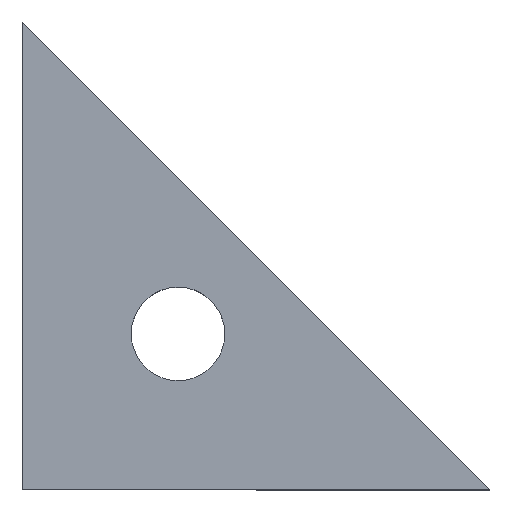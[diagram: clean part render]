
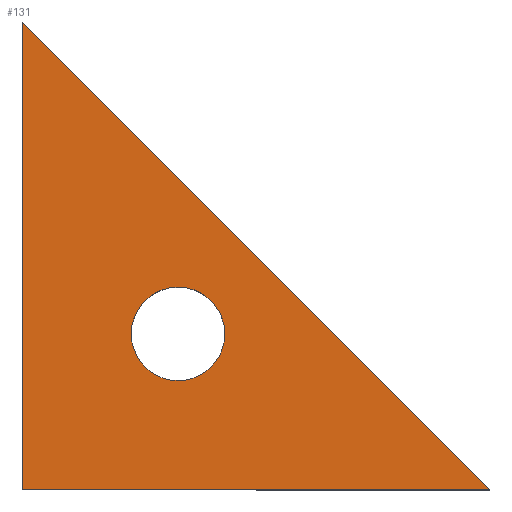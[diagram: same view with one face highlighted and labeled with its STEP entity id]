
A CAD part, top view. The second image highlights one B-rep face of the part: STEP entity #131.
In plain terms, the highlighted planar face has unit normal (0, 0, 1).
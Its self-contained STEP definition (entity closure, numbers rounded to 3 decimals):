
#1 = CARTESIAN_POINT ( 'NONE',  ( 0., 0., 0. ) ) ;
#2 = PLANE ( 'NONE',  #15 ) ;
#3 = VECTOR ( 'NONE', #145, 1000. ) ;
#14 = EDGE_LOOP ( 'NONE', ( #35, #176, #117 ) ) ;
#15 = AXIS2_PLACEMENT_3D ( 'NONE', #216, #22, #255 ) ;
#20 = AXIS2_PLACEMENT_3D ( 'NONE', #51, #132, #238 ) ;
#21 = VECTOR ( 'NONE', #83, 1000. ) ;
#22 = DIRECTION ( 'NONE',  ( 0., 0., -1. ) ) ;
#28 = LINE ( 'NONE', #135, #66 ) ;
#34 = DIRECTION ( 'NONE',  ( 1., 0., 0. ) ) ;
#35 = ORIENTED_EDGE ( 'NONE', *, *, #180, .T. ) ;
#37 = CARTESIAN_POINT ( 'NONE',  ( 0., 25., 0. ) ) ;
#51 = CARTESIAN_POINT ( 'NONE',  ( 8.333, 8.333, 0. ) ) ;
#57 = VERTEX_POINT ( 'NONE', #101 ) ;
#66 = VECTOR ( 'NONE', #34, 1000. ) ;
#73 = EDGE_CURVE ( 'NONE', #218, #141, #80, .T. ) ;
#80 = LINE ( 'NONE', #37, #3 ) ;
#83 = DIRECTION ( 'NONE',  ( 0., -1., 0. ) ) ;
#101 = CARTESIAN_POINT ( 'NONE',  ( 0., 0., 0. ) ) ;
#111 = CARTESIAN_POINT ( 'NONE',  ( 8.333, 8.333, 0. ) ) ;
#117 = ORIENTED_EDGE ( 'NONE', *, *, #139, .T. ) ;
#131 = ADVANCED_FACE ( 'NONE', ( #160, #210 ), #2, .F. ) ;
#132 = DIRECTION ( 'NONE',  ( 0., 0., 1. ) ) ;
#135 = CARTESIAN_POINT ( 'NONE',  ( 25., 0., 0. ) ) ;
#136 = CIRCLE ( 'NONE', #20, 2.5 ) ;
#139 = EDGE_CURVE ( 'NONE', #141, #57, #186, .T. ) ;
#141 = VERTEX_POINT ( 'NONE', #161 ) ;
#145 = DIRECTION ( 'NONE',  ( -0.707, 0.707, 0. ) ) ;
#149 = CARTESIAN_POINT ( 'NONE',  ( 5.833, 8.333, 0. ) ) ;
#154 = CIRCLE ( 'NONE', #169, 2.5 ) ;
#160 = FACE_BOUND ( 'NONE', #230, .T. ) ;
#161 = CARTESIAN_POINT ( 'NONE',  ( 0., 25., 0. ) ) ;
#169 = AXIS2_PLACEMENT_3D ( 'NONE', #111, #173, #260 ) ;
#173 = DIRECTION ( 'NONE',  ( 0., 0., 1. ) ) ;
#176 = ORIENTED_EDGE ( 'NONE', *, *, #73, .T. ) ;
#180 = EDGE_CURVE ( 'NONE', #57, #218, #28, .T. ) ;
#186 = LINE ( 'NONE', #1, #21 ) ;
#196 = VERTEX_POINT ( 'NONE', #263 ) ;
#200 = VERTEX_POINT ( 'NONE', #149 ) ;
#203 = ORIENTED_EDGE ( 'NONE', *, *, #221, .F. ) ;
#210 = FACE_OUTER_BOUND ( 'NONE', #14, .T. ) ;
#216 = CARTESIAN_POINT ( 'NONE',  ( 0., 0., 0. ) ) ;
#218 = VERTEX_POINT ( 'NONE', #224 ) ;
#221 = EDGE_CURVE ( 'NONE', #196, #200, #136, .T. ) ;
#224 = CARTESIAN_POINT ( 'NONE',  ( 25., 0., 0. ) ) ;
#230 = EDGE_LOOP ( 'NONE', ( #203, #266 ) ) ;
#238 = DIRECTION ( 'NONE',  ( 1., 0., 0. ) ) ;
#241 = EDGE_CURVE ( 'NONE', #200, #196, #154, .T. ) ;
#255 = DIRECTION ( 'NONE',  ( -1., 0., 0. ) ) ;
#260 = DIRECTION ( 'NONE',  ( 1., 0., 0. ) ) ;
#263 = CARTESIAN_POINT ( 'NONE',  ( 10.833, 8.333, 0. ) ) ;
#266 = ORIENTED_EDGE ( 'NONE', *, *, #241, .F. ) ;
